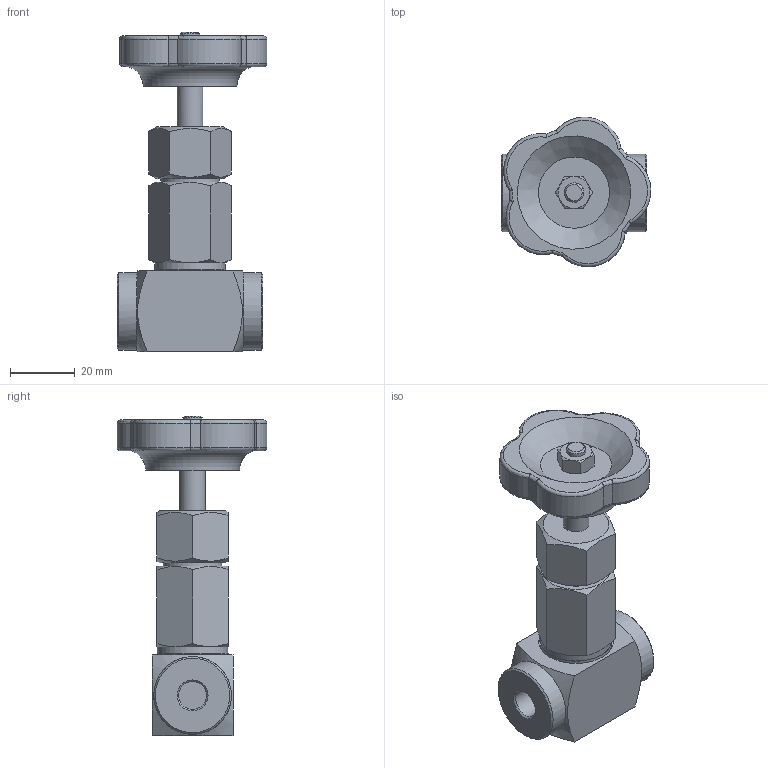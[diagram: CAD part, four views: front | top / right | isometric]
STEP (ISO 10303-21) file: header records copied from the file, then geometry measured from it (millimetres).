
FILE_DESCRIPTION(/* description */ ('Unknown','CAx-IF Rec.Pracs.---Representation and Presentation of Product Manufacturing Information (PMI)---4.0---2014-10-13','CAx-IF Rec.Pracs.---3D Tessellated Geometry---0.4---2014-09-14','2;1'),/* implementation_level */ '2;1');
FILE_NAME(/* name */ '10110B013',/* time_stamp */ '2024-05-23T07:10:05+02:00',/* author */ ('Unknown'),/* organization */ ('Unknown'),/* preprocessor_version */ 'ST-DEVELOPER v16.7',/* originating_system */ 'Solid Edge',/* authorisation */ 'Unknown');
FILE_SCHEMA (('AP242_MANAGED_MODEL_BASED_3D_ENGINEERING_MIM_LF { 1 0 10303 442 1 1 4 }'));
Length unit declared in the file: millimetre
Products named in the file (1): 10110B013
Bounding box: 46.22 x 46.24 x 98.79 mm (x, y, z)
Volume: 59439.4 mm3; surface area: 15332.7 mm2
Topology: 1 solids, 3 shells, 137 faces, 334 edges, 207 vertices
Faces by surface type: plane 68, cylinder 25, cone 23, torus 21
Full cylindrical faces by diameter (mm): 6 x2, 8 x1, 8.566 x2, 18 x2, 18.2 x1, 21 x1, 21.8 x1, 21.9 x1, 23 x1, 24 x2
Entity records: 4888 total; most frequent: CARTESIAN_POINT 980, DIRECTION 594, ORIENTED_EDGE 576, EDGE_CURVE 288, AXIS2_PLACEMENT_3D 249, VERTEX_POINT 192, FACE_BOUND 182, EDGE_LOOP 181
